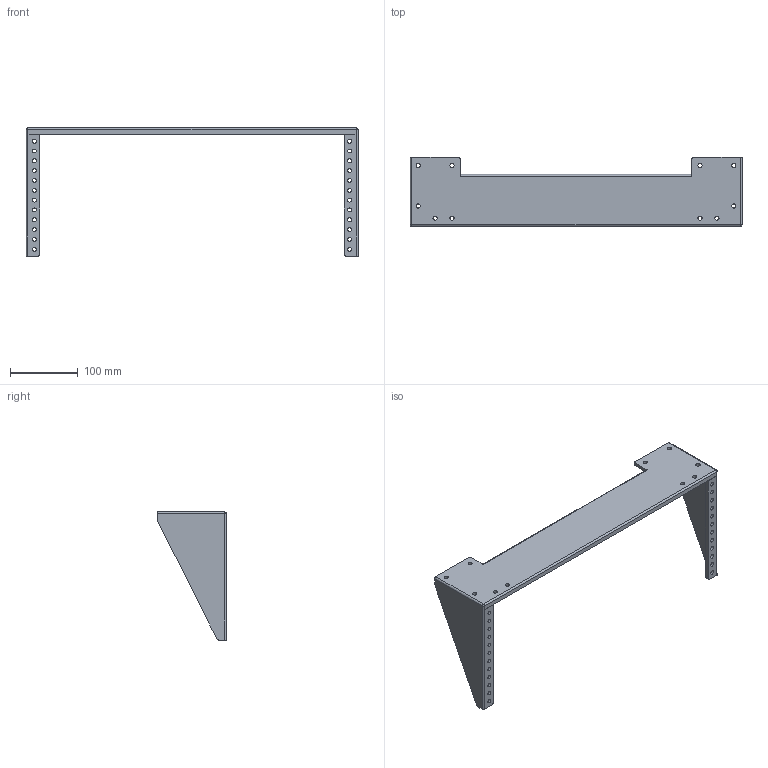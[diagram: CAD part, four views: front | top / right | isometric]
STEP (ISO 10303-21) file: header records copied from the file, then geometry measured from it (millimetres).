
FILE_DESCRIPTION (( 'STEP AP214' ), '1' );
FILE_NAME ('RP00002-4.STEP', '2018-11-26T19:21:23', ( '' ), ( '' ), 'SwSTEP 2.0', 'SolidWorks 2017', '' );
FILE_SCHEMA (( 'AUTOMOTIVE_DESIGN' ));
Length unit declared in the file: inch
Products named in the file (1): RP00002-4
Bounding box: 490 x 101.6 x 189.1 mm (x, y, z)
Volume: 345040 mm3; surface area: 153580.5 mm2
Topology: 1 solids, 1 shells, 238 faces, 582 edges, 368 vertices
Faces by surface type: cylinder 136, plane 52, torus 48, sphere 2
Entity records: 8388 total; most frequent: DIRECTION 1420, CARTESIAN_POINT 1193, ORIENTED_EDGE 1160, AXIS2_PLACEMENT_3D 603, EDGE_CURVE 580, VERTEX_POINT 368, CIRCLE 364, EDGE_LOOP 330
